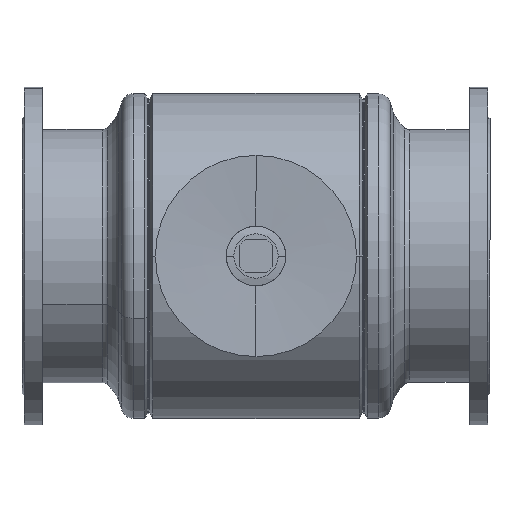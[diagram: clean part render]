
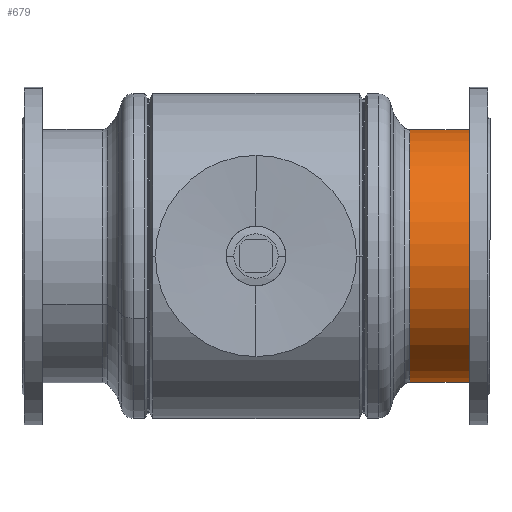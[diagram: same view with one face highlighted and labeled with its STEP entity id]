
A CAD part, front view. The second image highlights one B-rep face of the part: STEP entity #679.
In plain terms, the highlighted cylindrical face has radius 315 mm (diameter 630 mm), a partial arc.
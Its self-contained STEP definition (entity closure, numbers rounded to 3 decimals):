
#487 = CARTESIAN_POINT ( 'NONE',  ( 0., -9.921, 315. ) ) ;
#679 = ADVANCED_FACE ( 'NONE', ( #2084 ), #3322, .T. ) ;
#813 = ORIENTED_EDGE ( 'NONE', *, *, #2675, .F. ) ;
#1150 = CARTESIAN_POINT ( 'NONE',  ( 0., -205.459, 0. ) ) ;
#1227 = CARTESIAN_POINT ( 'NONE',  ( 0., 0., 315. ) ) ;
#1229 = VECTOR ( 'NONE', #7401, 1000. ) ;
#1437 = CARTESIAN_POINT ( 'NONE',  ( 0., -9.921, -315. ) ) ;
#1634 = DIRECTION ( 'NONE',  ( 0., -1., 0. ) ) ;
#1884 = CARTESIAN_POINT ( 'NONE',  ( 0., -205.459, 315. ) ) ;
#1973 = VERTEX_POINT ( 'NONE', #1884 ) ;
#2038 = AXIS2_PLACEMENT_3D ( 'NONE', #1150, #5197, #6620 ) ;
#2084 = FACE_OUTER_BOUND ( 'NONE', #4252, .T. ) ;
#2164 = CIRCLE ( 'NONE', #2865, 315. ) ;
#2466 = EDGE_CURVE ( 'NONE', #3127, #4286, #6251, .T. ) ;
#2675 = EDGE_CURVE ( 'NONE', #3878, #1973, #3306, .T. ) ;
#2679 = VECTOR ( 'NONE', #1634, 1000. ) ;
#2737 = DIRECTION ( 'NONE',  ( 0., -1., 0. ) ) ;
#2769 = CARTESIAN_POINT ( 'NONE',  ( 0., 0., -315. ) ) ;
#2865 = AXIS2_PLACEMENT_3D ( 'NONE', #4448, #4357, #6432 ) ;
#3127 = VERTEX_POINT ( 'NONE', #1437 ) ;
#3306 = LINE ( 'NONE', #1227, #1229 ) ;
#3322 = CYLINDRICAL_SURFACE ( 'NONE', #5249, 315. ) ;
#3878 = VERTEX_POINT ( 'NONE', #487 ) ;
#4095 = DIRECTION ( 'NONE',  ( 0., 0., -1. ) ) ;
#4252 = EDGE_LOOP ( 'NONE', ( #813, #7065, #4887, #6564 ) ) ;
#4286 = VERTEX_POINT ( 'NONE', #8577 ) ;
#4357 = DIRECTION ( 'NONE',  ( 0., -1., 0. ) ) ;
#4448 = CARTESIAN_POINT ( 'NONE',  ( 0., -9.921, 0. ) ) ;
#4625 = CARTESIAN_POINT ( 'NONE',  ( 0., 0., 0. ) ) ;
#4832 = CIRCLE ( 'NONE', #2038, 315. ) ;
#4887 = ORIENTED_EDGE ( 'NONE', *, *, #2466, .T. ) ;
#5197 = DIRECTION ( 'NONE',  ( 0., -1., 0. ) ) ;
#5249 = AXIS2_PLACEMENT_3D ( 'NONE', #4625, #2737, #4095 ) ;
#5893 = EDGE_CURVE ( 'NONE', #3878, #3127, #2164, .T. ) ;
#6057 = EDGE_CURVE ( 'NONE', #1973, #4286, #4832, .T. ) ;
#6251 = LINE ( 'NONE', #2769, #2679 ) ;
#6432 = DIRECTION ( 'NONE',  ( 0., 0., -1. ) ) ;
#6564 = ORIENTED_EDGE ( 'NONE', *, *, #6057, .F. ) ;
#6620 = DIRECTION ( 'NONE',  ( 0., 0., -1. ) ) ;
#7065 = ORIENTED_EDGE ( 'NONE', *, *, #5893, .T. ) ;
#7401 = DIRECTION ( 'NONE',  ( 0., -1., 0. ) ) ;
#8577 = CARTESIAN_POINT ( 'NONE',  ( 0., -205.459, -315. ) ) ;
